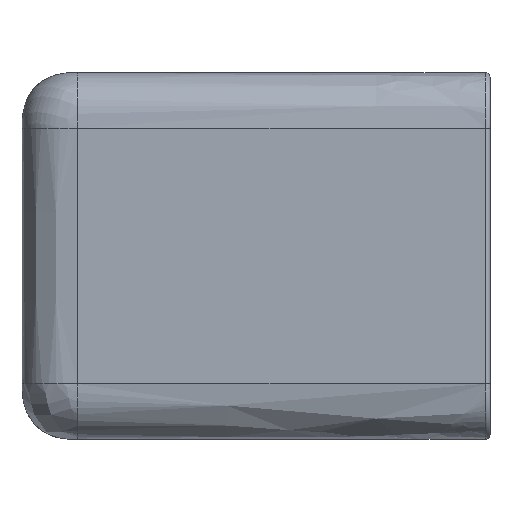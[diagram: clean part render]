
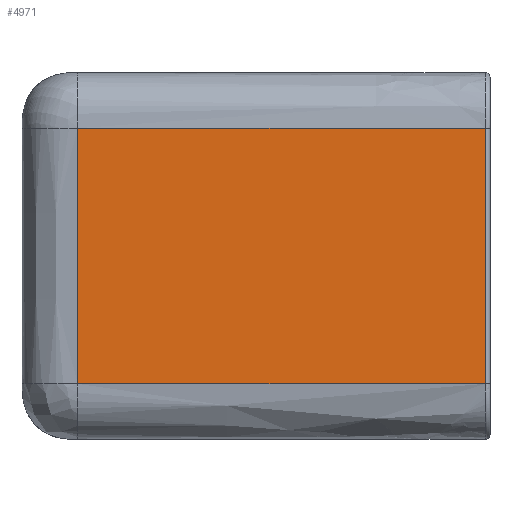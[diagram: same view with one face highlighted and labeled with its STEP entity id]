
A CAD part, front view. The second image highlights one B-rep face of the part: STEP entity #4971.
In plain terms, the highlighted planar face has unit normal (0, -1, 0).
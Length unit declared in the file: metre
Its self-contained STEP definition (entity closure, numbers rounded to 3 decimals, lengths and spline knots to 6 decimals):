
#374=B_SPLINE_CURVE_WITH_KNOTS('',3,(#7629,#7630,#7631,#7632),
 .UNSPECIFIED.,.F.,.F.,(4,4),(0.089152,1.),.UNSPECIFIED.);
#384=B_SPLINE_CURVE_WITH_KNOTS('',3,(#7794,#7795,#7796,#7797),
 .UNSPECIFIED.,.F.,.F.,(4,4),(0.,0.910848),.UNSPECIFIED.);
#385=B_SPLINE_CURVE_WITH_KNOTS('',3,(#7801,#7802,#7803,#7804),
 .UNSPECIFIED.,.F.,.F.,(4,4),(0.,1.),.UNSPECIFIED.);
#953=ORIENTED_EDGE('',*,*,#2532,.T.);
#954=ORIENTED_EDGE('',*,*,#2533,.T.);
#955=ORIENTED_EDGE('',*,*,#2474,.T.);
#956=ORIENTED_EDGE('',*,*,#2534,.T.);
#2474=EDGE_CURVE('',#3268,#3267,#374,.T.);
#2532=EDGE_CURVE('',#3315,#3316,#384,.T.);
#2533=EDGE_CURVE('',#3316,#3268,#3723,.T.);
#2534=EDGE_CURVE('',#3267,#3315,#385,.T.);
#3267=VERTEX_POINT('',#7628);
#3268=VERTEX_POINT('',#7633);
#3315=VERTEX_POINT('',#7798);
#3316=VERTEX_POINT('',#7799);
#3723=LINE('',#7800,#3984);
#3984=VECTOR('',#6035,1.);
#4214=EDGE_LOOP('',(#953,#954,#955,#956));
#4564=FACE_BOUND('',#4214,.T.);
#4905=PLANE('',#5357);
#4971=ADVANCED_FACE('',(#4564),#4905,.T.);
#5357=AXIS2_PLACEMENT_3D('',#7793,#6033,#6034);
#6033=DIRECTION('',(0.,-1.,0.));
#6034=DIRECTION('',(1.,0.,0.));
#6035=DIRECTION('',(0.,0.,1.));
#7628=CARTESIAN_POINT('',(0.004899,-0.0053,0.00245));
#7629=CARTESIAN_POINT('',(0.026865,-0.0053,0.00245));
#7630=CARTESIAN_POINT('',(0.019543,-0.0053,0.00245));
#7631=CARTESIAN_POINT('',(0.012221,-0.0053,0.00245));
#7632=CARTESIAN_POINT('',(0.004899,-0.0053,0.00245));
#7633=CARTESIAN_POINT('',(0.026865,-0.0053,0.00245));
#7793=CARTESIAN_POINT('',(0.027559,-0.0053,-0.005173));
#7794=CARTESIAN_POINT('',(0.004899,-0.0053,-0.011323));
#7795=CARTESIAN_POINT('',(0.012221,-0.0053,-0.011323));
#7796=CARTESIAN_POINT('',(0.019543,-0.0053,-0.011323));
#7797=CARTESIAN_POINT('',(0.026865,-0.0053,-0.011323));
#7798=CARTESIAN_POINT('',(0.004899,-0.0053,-0.011323));
#7799=CARTESIAN_POINT('',(0.026865,-0.0053,-0.011323));
#7800=CARTESIAN_POINT('',(0.026865,-0.0053,0.00245));
#7801=CARTESIAN_POINT('',(0.004899,-0.0053,0.00245));
#7802=CARTESIAN_POINT('',(0.004899,-0.0053,-0.002141));
#7803=CARTESIAN_POINT('',(0.004899,-0.0053,-0.006732));
#7804=CARTESIAN_POINT('',(0.004899,-0.0053,-0.011323));
